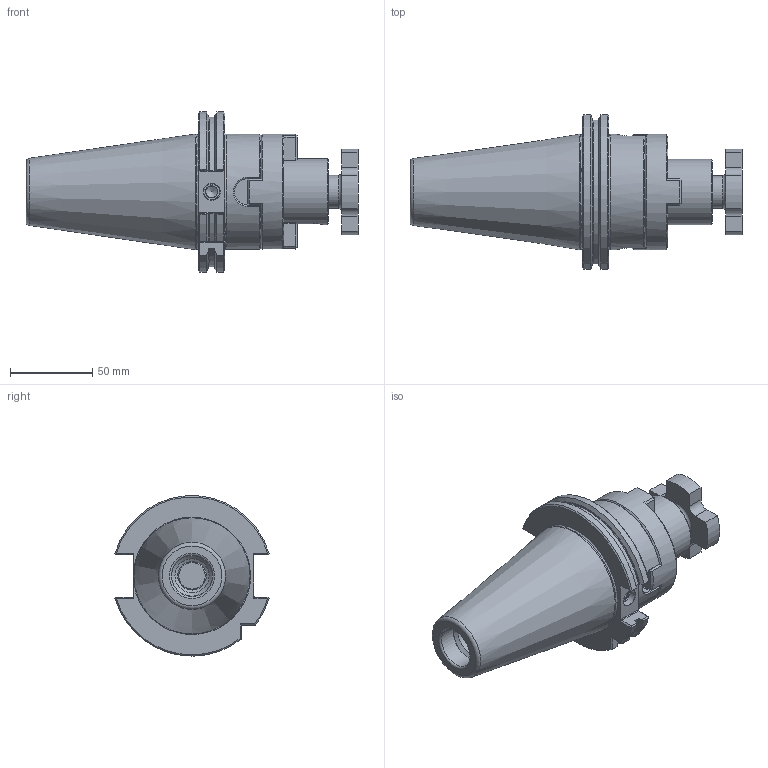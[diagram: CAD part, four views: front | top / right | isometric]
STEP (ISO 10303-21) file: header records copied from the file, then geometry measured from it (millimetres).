
FILE_DESCRIPTION( ( 'Unknown' ), '1' );
FILE_NAME( '225044030-C.stp', 'Unknown', ( 'Unknown' ), ( 'Unknown' ), 'PSStep 15.0.49', 'Unknown', ' ' );
FILE_SCHEMA( ( 'AUTOMOTIVE_DESIGN { 1 0 10303 214 1 1 1 1 }' ) );
Length unit declared in the file: millimetre
Products named in the file (3): 1; 2; 3
Bounding box: 201.6 x 93.58 x 97.32 mm (x, y, z)
Volume: 502209.2 mm3; surface area: 75776.1 mm2
Topology: 3 solids, 3 shells, 233 faces, 584 edges, 359 vertices
Faces by surface type: plane 131, cone 44, cylinder 40, torus 13, bspline 5
Full cylindrical faces by diameter (mm): 7 x1, 10 x1, 17.294 x2, 20 x1, 20.752 x2, 21 x1, 25 x1, 39.4 x1, 40 x2, 70 x2
Entity records: 9142 total; most frequent: CARTESIAN_POINT 2074, ORIENTED_EDGE 1078, DIRECTION 1018, EDGE_CURVE 539, AXIS2_PLACEMENT_3D 376, VERTEX_POINT 349, EDGE_LOOP 271, LINE 266
